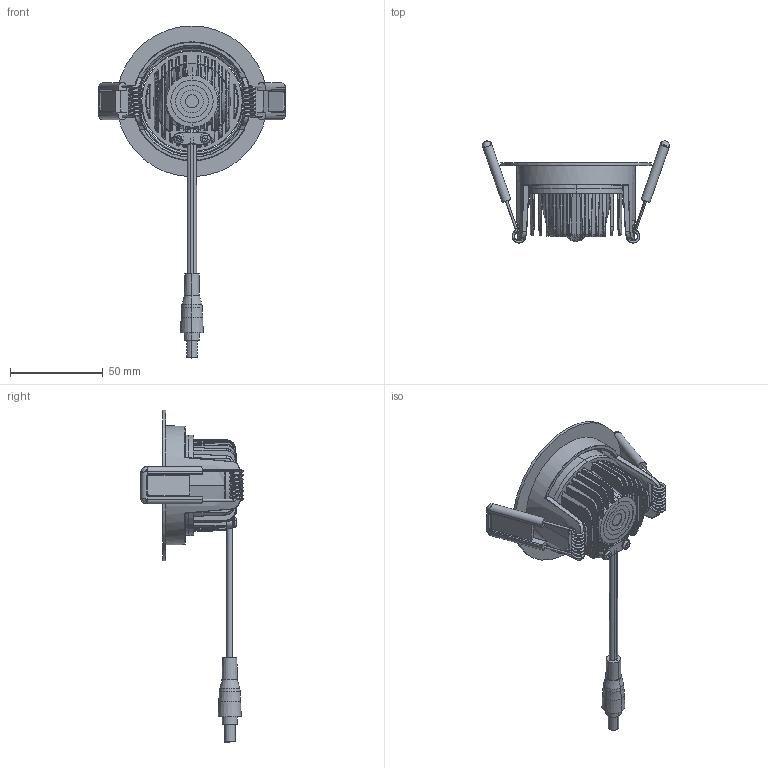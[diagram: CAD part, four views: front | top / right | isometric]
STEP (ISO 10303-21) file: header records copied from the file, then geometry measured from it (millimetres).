
FILE_DESCRIPTION (( 'STEP AP214' ), '1' );
FILE_NAME ('SP ADJ_Opravene.STEP', '2023-02-27T07:01:49', ( '' ), ( '' ), 'SwSTEP 2.0', 'SolidWorks 2020', '' );
FILE_SCHEMA (( 'AUTOMOTIVE_DESIGN' ));
Length unit declared in the file: millimetre
Products named in the file (1): SP ADJ_Opravene
Bounding box: 100.45 x 54.91 x 178.54 mm (x, y, z)
Volume: 70357.1 mm3; surface area: 48539.2 mm2
Topology: 12 solids, 16 shells, 1210 faces, 2922 edges, 1737 vertices
Faces by surface type: bspline 398, cylinder 269, plane 210, torus 177, cone 109, sphere 47
Entity records: 87451 total; most frequent: CARTESIAN_POINT 49216, ORIENTED_EDGE 5782, DIRECTION 4441, EDGE_CURVE 2891, AXIS2_PLACEMENT_3D 1910, VERTEX_POINT 1729, EDGE_LOOP 1236, UNCERTAINTY_MEASURE_WITH_UNIT 1224
